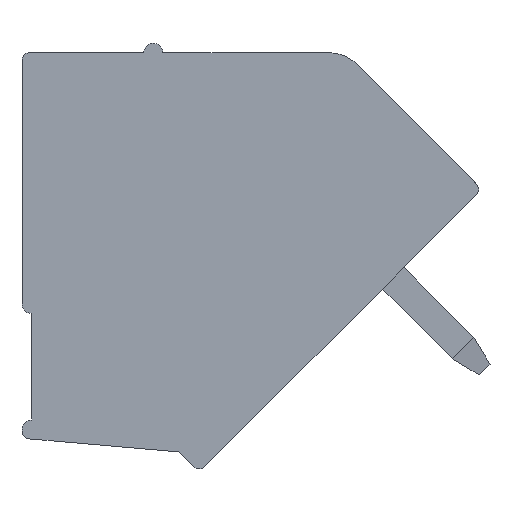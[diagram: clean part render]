
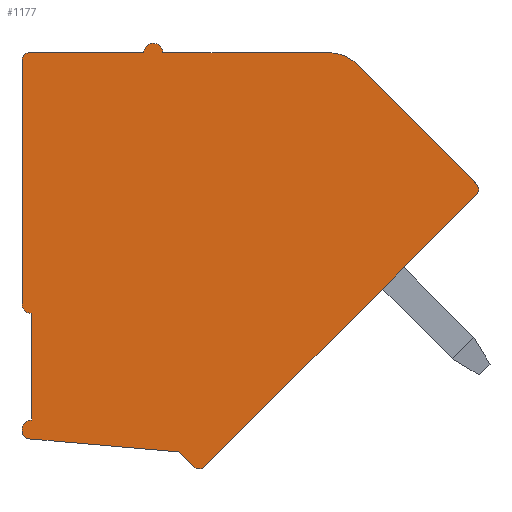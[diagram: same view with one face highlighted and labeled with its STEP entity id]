
A CAD part, front view. The second image highlights one B-rep face of the part: STEP entity #1177.
In plain terms, the highlighted planar face has unit normal (0, -1, 0).
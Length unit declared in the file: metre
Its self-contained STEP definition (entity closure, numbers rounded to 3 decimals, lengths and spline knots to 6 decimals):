
#1177 = ADVANCED_FACE( '', ( #2387 ), #2388, .T. );
#2387 = FACE_OUTER_BOUND( '', #3603, .T. );
#2388 = PLANE( '', #3604 );
#3603 = EDGE_LOOP( '', ( #7087, #7088, #7089, #7090, #7091, #7092, #7093, #7094, #7095, #7096, #7097, #7098, #7099, #7100, #7101, #7102, #7103 ) );
#3604 = AXIS2_PLACEMENT_3D( '', #7104, #7105, #7106 );
#7087 = ORIENTED_EDGE( '', *, *, #8087, .T. );
#7088 = ORIENTED_EDGE( '', *, *, #7893, .T. );
#7089 = ORIENTED_EDGE( '', *, *, #8311, .T. );
#7090 = ORIENTED_EDGE( '', *, *, #7603, .T. );
#7091 = ORIENTED_EDGE( '', *, *, #8243, .T. );
#7092 = ORIENTED_EDGE( '', *, *, #7669, .T. );
#7093 = ORIENTED_EDGE( '', *, *, #8604, .T. );
#7094 = ORIENTED_EDGE( '', *, *, #8618, .T. );
#7095 = ORIENTED_EDGE( '', *, *, #8305, .T. );
#7096 = ORIENTED_EDGE( '', *, *, #7955, .T. );
#7097 = ORIENTED_EDGE( '', *, *, #8388, .T. );
#7098 = ORIENTED_EDGE( '', *, *, #8596, .T. );
#7099 = ORIENTED_EDGE( '', *, *, #8528, .T. );
#7100 = ORIENTED_EDGE( '', *, *, #8514, .T. );
#7101 = ORIENTED_EDGE( '', *, *, #8254, .T. );
#7102 = ORIENTED_EDGE( '', *, *, #8500, .T. );
#7103 = ORIENTED_EDGE( '', *, *, #7922, .T. );
#7104 = CARTESIAN_POINT( '', ( 0.0037, -0.0024, 0.0038 ) );
#7105 = DIRECTION( '', ( 0., -1., 0. ) );
#7106 = DIRECTION( '', ( 0., 0., -1. ) );
#7603 = EDGE_CURVE( '', #9262, #9265, #9267, .T. );
#7669 = EDGE_CURVE( '', #9374, #9372, #9375, .T. );
#7893 = EDGE_CURVE( '', #9726, #9728, #9730, .T. );
#7922 = EDGE_CURVE( '', #9771, #9773, #9775, .T. );
#7955 = EDGE_CURVE( '', #9824, #9822, #9825, .T. );
#8087 = EDGE_CURVE( '', #9773, #9726, #10015, .T. );
#8243 = EDGE_CURVE( '', #9265, #9374, #10216, .T. );
#8254 = EDGE_CURVE( '', #10226, #10228, #10230, .T. );
#8305 = EDGE_CURVE( '', #10288, #9824, #10289, .T. );
#8311 = EDGE_CURVE( '', #9728, #9262, #10295, .T. );
#8388 = EDGE_CURVE( '', #9822, #10386, #10388, .T. );
#8500 = EDGE_CURVE( '', #10228, #9771, #10525, .T. );
#8514 = EDGE_CURVE( '', #10539, #10226, #10541, .T. );
#8528 = EDGE_CURVE( '', #10555, #10539, #10556, .T. );
#8596 = EDGE_CURVE( '', #10386, #10555, #10627, .T. );
#8604 = EDGE_CURVE( '', #9372, #10634, #10636, .T. );
#8618 = EDGE_CURVE( '', #10634, #10288, #10650, .T. );
#9262 = VERTEX_POINT( '', #11571 );
#9265 = VERTEX_POINT( '', #11576 );
#9267 = LINE( '', #11579, #11580 );
#9372 = VERTEX_POINT( '', #11730 );
#9374 = VERTEX_POINT( '', #11733 );
#9375 = LINE( '', #11734, #11735 );
#9726 = VERTEX_POINT( '', #12259 );
#9728 = VERTEX_POINT( '', #12262 );
#9730 = LINE( '', #12265, #12266 );
#9771 = VERTEX_POINT( '', #12329 );
#9773 = VERTEX_POINT( '', #12332 );
#9775 = LINE( '', #12335, #12336 );
#9822 = VERTEX_POINT( '', #12404 );
#9824 = VERTEX_POINT( '', #12407 );
#9825 = CIRCLE( '', #12408, 0.0002 );
#10015 = CIRCLE( '', #12686, 0.0002 );
#10216 = CIRCLE( '', #12984, 0.00025 );
#10226 = VERTEX_POINT( '', #13001 );
#10228 = VERTEX_POINT( '', #13004 );
#10230 = LINE( '', #13007, #13008 );
#10288 = VERTEX_POINT( '', #13093 );
#10289 = LINE( '', #13094, #13095 );
#10295 = CIRCLE( '', #13106, 0.00025 );
#10386 = VERTEX_POINT( '', #13244 );
#10388 = LINE( '', #13247, #13248 );
#10525 = CIRCLE( '', #13439, 0.00025 );
#10539 = VERTEX_POINT( '', #13459 );
#10541 = CIRCLE( '', #13462, 0.001 );
#10555 = VERTEX_POINT( '', #13482 );
#10556 = LINE( '', #13483, #13484 );
#10627 = CIRCLE( '', #13581, 0.0002 );
#10634 = VERTEX_POINT( '', #13588 );
#10636 = CIRCLE( '', #13591, 0.0002 );
#10650 = LINE( '', #13605, #13606 );
#11571 = CARTESIAN_POINT( '', ( 0.00375, -0.0024, -0.00285 ) );
#11576 = CARTESIAN_POINT( '', ( 0.00375, -0.0024, -0.00565 ) );
#11579 = CARTESIAN_POINT( '', ( 0.00375, -0.0024, -0.00565 ) );
#11580 = VECTOR( '', #13994, 1. );
#11730 = CARTESIAN_POINT( '', ( 0.0035, -0.0024, -0.005946 ) );
#11733 = CARTESIAN_POINT( '', ( 0.0035, -0.0024, -0.005895 ) );
#11734 = CARTESIAN_POINT( '', ( 0.0035, -0.0024, -0.005895 ) );
#11735 = VECTOR( '', #14065, 1. );
#12259 = CARTESIAN_POINT( '', ( 0.0035, -0.0024, 0.0038 ) );
#12262 = CARTESIAN_POINT( '', ( 0.0035, -0.0024, -0.0026 ) );
#12265 = CARTESIAN_POINT( '', ( 0.0035, -0.0024, 0.0038 ) );
#12266 = VECTOR( '', #14288, 1. );
#12329 = CARTESIAN_POINT( '', ( 0.0067, -0.0024, 0.004 ) );
#12332 = CARTESIAN_POINT( '', ( 0.0037, -0.0024, 0.004 ) );
#12335 = CARTESIAN_POINT( '', ( 0.0067, -0.0024, 0.004 ) );
#12336 = VECTOR( '', #14316, 1. );
#12404 = CARTESIAN_POINT( '', ( 0.0083, -0.0024, -0.006873 ) );
#12407 = CARTESIAN_POINT( '', ( 0.008017, -0.0024, -0.006873 ) );
#12408 = AXIS2_PLACEMENT_3D( '', #14345, #14346, #14347 );
#12686 = AXIS2_PLACEMENT_3D( '', #14476, #14477, #14478 );
#12984 = AXIS2_PLACEMENT_3D( '', #14609, #14610, #14611 );
#13001 = CARTESIAN_POINT( '', ( 0.011579, -0.0024, 0.004 ) );
#13004 = CARTESIAN_POINT( '', ( 0.0072, -0.0024, 0.004 ) );
#13007 = CARTESIAN_POINT( '', ( 0.011579, -0.0024, 0.004 ) );
#13008 = VECTOR( '', #14618, 1. );
#13093 = CARTESIAN_POINT( '', ( 0.007635, -0.0024, -0.006491 ) );
#13094 = CARTESIAN_POINT( '', ( 0.007635, -0.0024, -0.006491 ) );
#13095 = VECTOR( '', #14658, 1. );
#13106 = AXIS2_PLACEMENT_3D( '', #14661, #14662, #14663 );
#13244 = CARTESIAN_POINT( '', ( 0.015442, -0.0024, 0.000269 ) );
#13247 = CARTESIAN_POINT( '', ( 0.0083, -0.0024, -0.006873 ) );
#13248 = VECTOR( '', #14725, 1. );
#13439 = AXIS2_PLACEMENT_3D( '', #14820, #14821, #14822 );
#13459 = CARTESIAN_POINT( '', ( 0.012286, -0.0024, 0.003707 ) );
#13462 = AXIS2_PLACEMENT_3D( '', #14833, #14834, #14835 );
#13482 = CARTESIAN_POINT( '', ( 0.015442, -0.0024, 0.000551 ) );
#13483 = CARTESIAN_POINT( '', ( 0.015442, -0.0024, 0.000551 ) );
#13484 = VECTOR( '', #14842, 1. );
#13581 = AXIS2_PLACEMENT_3D( '', #14878, #14879, #14880 );
#13588 = CARTESIAN_POINT( '', ( 0.003683, -0.0024, -0.006145 ) );
#13591 = AXIS2_PLACEMENT_3D( '', #14882, #14883, #14884 );
#13605 = CARTESIAN_POINT( '', ( 0.003683, -0.0024, -0.006145 ) );
#13606 = VECTOR( '', #14885, 1. );
#13994 = DIRECTION( '', ( 0., 0., -1. ) );
#14065 = DIRECTION( '', ( 0., 0., -1. ) );
#14288 = DIRECTION( '', ( 0., 0., -1. ) );
#14316 = DIRECTION( '', ( -1., 0., 0. ) );
#14345 = CARTESIAN_POINT( '', ( 0.008159, -0.0024, -0.006732 ) );
#14346 = DIRECTION( '', ( 0., -1., 0. ) );
#14347 = DIRECTION( '', ( 1., 0., 0. ) );
#14476 = CARTESIAN_POINT( '', ( 0.0037, -0.0024, 0.0038 ) );
#14477 = DIRECTION( '', ( 0., -1., 0. ) );
#14478 = DIRECTION( '', ( 1., 0., 0. ) );
#14609 = CARTESIAN_POINT( '', ( 0.00375, -0.0024, -0.0059 ) );
#14610 = DIRECTION( '', ( 0., -1., 0. ) );
#14611 = DIRECTION( '', ( 1., 0., 0. ) );
#14618 = DIRECTION( '', ( -1., 0., 0. ) );
#14658 = DIRECTION( '', ( 0.707, 0., -0.707 ) );
#14661 = CARTESIAN_POINT( '', ( 0.00375, -0.0024, -0.0026 ) );
#14662 = DIRECTION( '', ( 0., -1., 0. ) );
#14663 = DIRECTION( '', ( 1., 0., 0. ) );
#14725 = DIRECTION( '', ( 0.707, 0., 0.707 ) );
#14820 = CARTESIAN_POINT( '', ( 0.00695, -0.0024, 0.004 ) );
#14821 = DIRECTION( '', ( 0., -1., 0. ) );
#14822 = DIRECTION( '', ( 1., 0., 0. ) );
#14833 = CARTESIAN_POINT( '', ( 0.011579, -0.0024, 0.003 ) );
#14834 = DIRECTION( '', ( 0., -1., 0. ) );
#14835 = DIRECTION( '', ( 1., 0., 0. ) );
#14842 = DIRECTION( '', ( -0.707, 0., 0.707 ) );
#14878 = CARTESIAN_POINT( '', ( 0.015301, -0.0024, 0.00041 ) );
#14879 = DIRECTION( '', ( 0., -1., 0. ) );
#14880 = DIRECTION( '', ( -1., 0., 0. ) );
#14882 = CARTESIAN_POINT( '', ( 0.0037, -0.0024, -0.005946 ) );
#14883 = DIRECTION( '', ( 0., -1., 0. ) );
#14884 = DIRECTION( '', ( 1., 0., 0. ) );
#14885 = DIRECTION( '', ( 0.996, 0., -0.087 ) );
